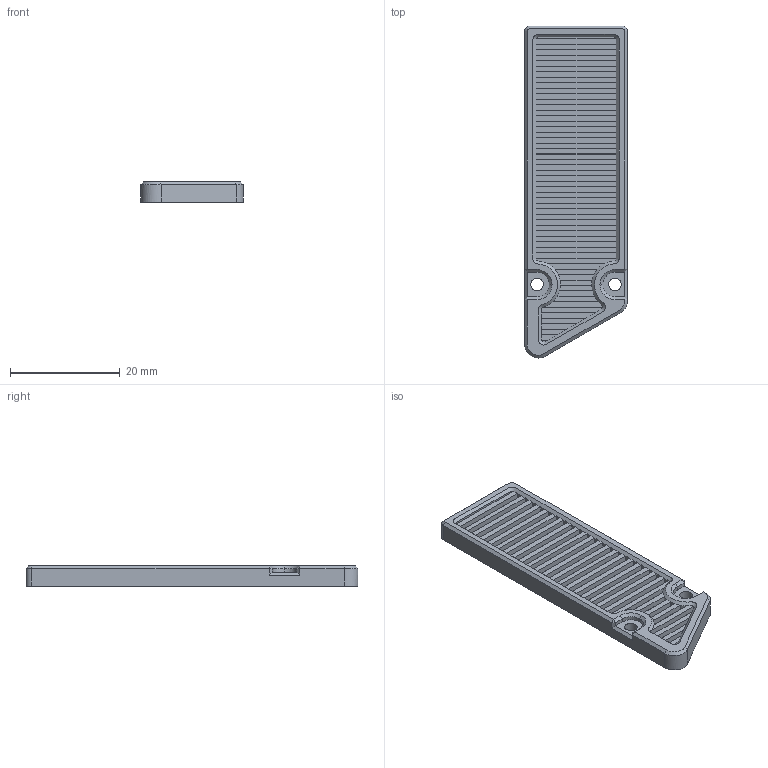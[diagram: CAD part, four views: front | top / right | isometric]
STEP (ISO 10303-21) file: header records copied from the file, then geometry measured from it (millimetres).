
FILE_DESCRIPTION(/* description */ (''),/* implementation_level */ '2;1');
FILE_NAME(/* name */ 'Kiwi 36 Pattern No Display Right',/* time_stamp */ '2024-11-02T16:51:27+13:00',/* author */ (''),/* organization */ (''),/* preprocessor_version */ 'ST-DEVELOPER v16.5',/* originating_system */ 'Rhino 7.37',/* authorisation */ '');
FILE_SCHEMA (('AUTOMOTIVE_DESIGN_CC2'));
Length unit declared in the file: millimetre
Products named in the file (1): Document
Bounding box: 18.74 x 60.58 x 3.71 mm (x, y, z)
Volume: 3085.1 mm3; surface area: 3488.5 mm2
Topology: 1 solids, 1 shells, 227 faces, 529 edges, 305 vertices
Faces by surface type: plane 195, cylinder 19, bspline 13
Full cylindrical faces by diameter (mm): 2.3 x2
Entity records: 5416 total; most frequent: CARTESIAN_POINT 2015, ORIENTED_EDGE 1058, EDGE_CURVE 529, VERTEX_POINT 305, B_SPLINE_CURVE_WITH_KNOTS 289, EDGE_LOOP 232, ADVANCED_FACE 227, FACE_OUTER_BOUND 227
